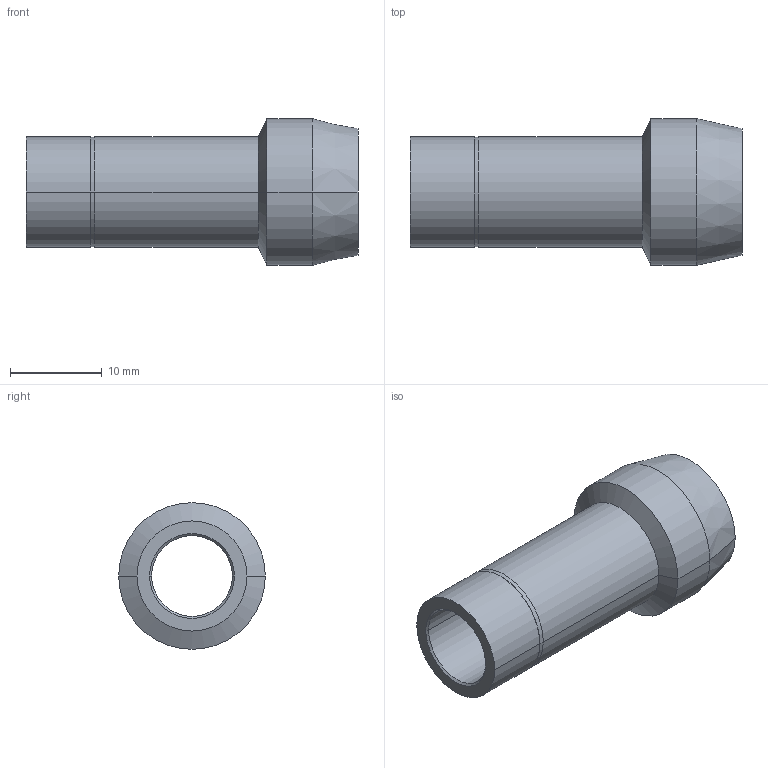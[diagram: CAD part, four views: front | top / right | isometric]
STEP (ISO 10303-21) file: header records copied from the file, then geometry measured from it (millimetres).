
FILE_DESCRIPTION((''),'2;1');
FILE_NAME('001_CPC_PC_MASTER','2025-06-27T09:50:31',('Administrator'),(''),'CREO PARAMETRIC BY PTC INC, 2020414','CREO PARAMETRIC BY PTC INC, 2020414','');
FILE_SCHEMA(('AUTOMOTIVE_DESIGN { 1 0 10303 214 1 1 1 1 }'));
Length unit declared in the file: millimetre
Products named in the file (1): 001_CPC_PC_MASTER
Bounding box: 36.2 x 16 x 16 mm (x, y, z)
Volume: 2242.6 mm3; surface area: 2732 mm2
Topology: 1 solids, 1 shells, 23 faces, 48 edges, 34 vertices
Faces by surface type: cylinder 10, cone 10, plane 3
Entity records: 799 total; most frequent: DIRECTION 122, COLOUR_RGB 116, CARTESIAN_POINT 104, ORIENTED_EDGE 92, AXIS2_PLACEMENT_3D 50, EDGE_CURVE 46, VERTEX_POINT 26, EDGE_LOOP 26
